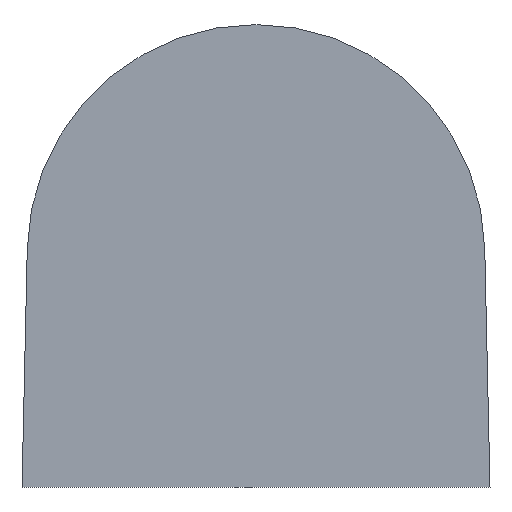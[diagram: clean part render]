
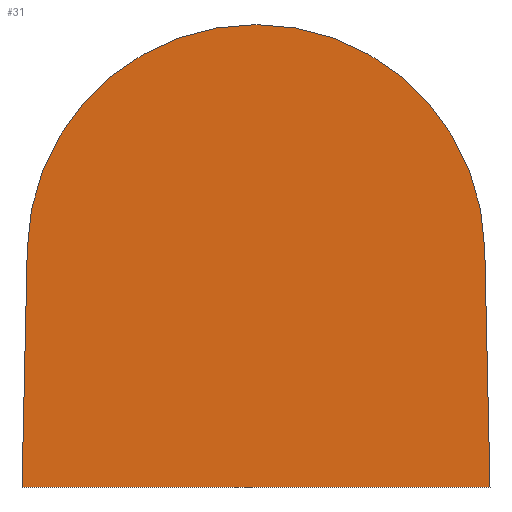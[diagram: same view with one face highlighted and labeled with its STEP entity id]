
A CAD part, left-side view. The second image highlights one B-rep face of the part: STEP entity #31.
In plain terms, the highlighted planar face has unit normal (-1, 0, 0).
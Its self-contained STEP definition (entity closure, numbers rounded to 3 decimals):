
#31=ADVANCED_FACE('',(#61),#62,.F.);
#61=FACE_OUTER_BOUND('',#87,.T.);
#62=PLANE('',#88);
#87=EDGE_LOOP('',(#107,#108,#109,#110));
#88=AXIS2_PLACEMENT_3D('',#111,#112,#113);
#107=ORIENTED_EDGE('',*,*,#156,.F.);
#108=ORIENTED_EDGE('',*,*,#157,.F.);
#109=ORIENTED_EDGE('',*,*,#158,.F.);
#110=ORIENTED_EDGE('',*,*,#159,.F.);
#111=CARTESIAN_POINT('',(0.0,0.,0.));
#112=DIRECTION('',(1.0,0.,0.));
#113=DIRECTION('',(0.0,0.,1.0));
#156=EDGE_CURVE('',#175,#176,#177,.T.);
#157=EDGE_CURVE('',#178,#175,#179,.T.);
#158=EDGE_CURVE('',#180,#178,#181,.T.);
#159=EDGE_CURVE('',#176,#180,#182,.T.);
#175=VERTEX_POINT('',#202);
#176=VERTEX_POINT('',#203);
#177=LINE('',#204,#205);
#178=VERTEX_POINT('',#206);
#179=CIRCLE('',#207,22.0);
#180=VERTEX_POINT('',#208);
#181=LINE('',#209,#210);
#182=LINE('',#211,#212);
#202=CARTESIAN_POINT('',(0.0,-21.995,0.484));
#203=CARTESIAN_POINT('',(0.0,-22.5,-22.5));
#204=CARTESIAN_POINT('',(0.0,-21.995,0.484));
#205=VECTOR('',#238,22.989);
#206=CARTESIAN_POINT('',(0.0,21.995,0.484));
#207=AXIS2_PLACEMENT_3D('',#239,#240,#241);
#208=CARTESIAN_POINT('',(0.0,22.5,-22.5));
#209=CARTESIAN_POINT('',(0.0,22.5,-22.5));
#210=VECTOR('',#242,22.989);
#211=CARTESIAN_POINT('',(0.0,-22.5,-22.5));
#212=VECTOR('',#243,45.0);
#238=DIRECTION('',(0.,-0.022,-1.));
#239=CARTESIAN_POINT('',(0.0,0.,0.));
#240=DIRECTION('',(1.0,0.,0.));
#241=DIRECTION('',(0.,1.,0.022));
#242=DIRECTION('',(0.,-0.022,1.));
#243=DIRECTION('',(0.,1.0,0.));
